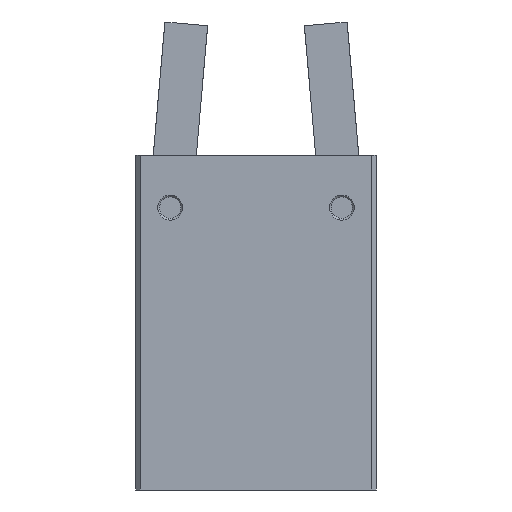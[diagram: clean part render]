
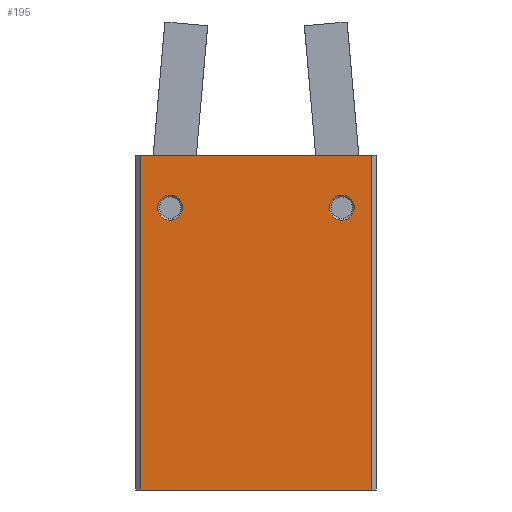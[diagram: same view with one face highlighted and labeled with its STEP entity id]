
A CAD part, left-side view. The second image highlights one B-rep face of the part: STEP entity #195.
In plain terms, the highlighted face is planar.
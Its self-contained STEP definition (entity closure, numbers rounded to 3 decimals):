
#195 = ADVANCED_FACE( '', ( #325, #326, #327 ), #328, .F. );
#325 = FACE_BOUND( '', #639, .T. );
#326 = FACE_BOUND( '', #640, .T. );
#327 = FACE_OUTER_BOUND( '', #641, .T. );
#328 = PLANE( '', #642 );
#639 = EDGE_LOOP( '', ( #1024 ) );
#640 = EDGE_LOOP( '', ( #1025 ) );
#641 = EDGE_LOOP( '', ( #1026, #1027, #1028, #1029 ) );
#642 = AXIS2_PLACEMENT_3D( '', #1030, #1031, #1032 );
#1024 = ORIENTED_EDGE( '', *, *, #1777, .F. );
#1025 = ORIENTED_EDGE( '', *, *, #1778, .F. );
#1026 = ORIENTED_EDGE( '', *, *, #1779, .T. );
#1027 = ORIENTED_EDGE( '', *, *, #1772, .F. );
#1028 = ORIENTED_EDGE( '', *, *, #1780, .F. );
#1029 = ORIENTED_EDGE( '', *, *, #1781, .T. );
#1030 = CARTESIAN_POINT( '', ( 39., 13.5, 8. ) );
#1031 = DIRECTION( '', ( 0., 0., -1. ) );
#1032 = DIRECTION( '', ( -1., 0., 0. ) );
#1772 = EDGE_CURVE( '', #2067, #2065, #2069, .T. );
#1777 = EDGE_CURVE( '', #2078, #2078, #2079, .T. );
#1778 = EDGE_CURVE( '', #2080, #2080, #2081, .T. );
#1779 = EDGE_CURVE( '', #2082, #2065, #2083, .T. );
#1780 = EDGE_CURVE( '', #2084, #2067, #2085, .T. );
#1781 = EDGE_CURVE( '', #2084, #2082, #2086, .T. );
#2065 = VERTEX_POINT( '', #2493 );
#2067 = VERTEX_POINT( '', #2496 );
#2069 = LINE( '', #2499, #2500 );
#2078 = VERTEX_POINT( '', #2513 );
#2079 = CIRCLE( '', #2514, 1.45 );
#2080 = VERTEX_POINT( '', #2515 );
#2081 = CIRCLE( '', #2516, 1.45 );
#2082 = VERTEX_POINT( '', #2517 );
#2083 = LINE( '', #2518, #2519 );
#2084 = VERTEX_POINT( '', #2520 );
#2085 = LINE( '', #2521, #2522 );
#2086 = LINE( '', #2523, #2524 );
#2493 = CARTESIAN_POINT( '', ( 0., -13.5, 8. ) );
#2496 = CARTESIAN_POINT( '', ( 39., -13.5, 8. ) );
#2499 = CARTESIAN_POINT( '', ( 39., -13.5, 8. ) );
#2500 = VECTOR( '', #3169, 1000. );
#2513 = CARTESIAN_POINT( '', ( 7.55, -10., 8. ) );
#2514 = AXIS2_PLACEMENT_3D( '', #3174, #3175, #3176 );
#2515 = CARTESIAN_POINT( '', ( 7.55, 10., 8. ) );
#2516 = AXIS2_PLACEMENT_3D( '', #3177, #3178, #3179 );
#2517 = CARTESIAN_POINT( '', ( 0., 13.5, 8. ) );
#2518 = CARTESIAN_POINT( '', ( 0., 13.5, 8. ) );
#2519 = VECTOR( '', #3180, 1000. );
#2520 = CARTESIAN_POINT( '', ( 39., 13.5, 8. ) );
#2521 = CARTESIAN_POINT( '', ( 39., 13.5, 8. ) );
#2522 = VECTOR( '', #3181, 1000. );
#2523 = CARTESIAN_POINT( '', ( 39., 13.5, 8. ) );
#2524 = VECTOR( '', #3182, 1000. );
#3169 = DIRECTION( '', ( -1., 0., 0. ) );
#3174 = CARTESIAN_POINT( '', ( 6.1, -10., 8. ) );
#3175 = DIRECTION( '', ( 0., 0., 1. ) );
#3176 = DIRECTION( '', ( 1., 0., 0. ) );
#3177 = CARTESIAN_POINT( '', ( 6.1, 10., 8. ) );
#3178 = DIRECTION( '', ( 0., 0., 1. ) );
#3179 = DIRECTION( '', ( 1., 0., 0. ) );
#3180 = DIRECTION( '', ( 0., -1., 0. ) );
#3181 = DIRECTION( '', ( 0., -1., 0. ) );
#3182 = DIRECTION( '', ( -1., 0., 0. ) );
